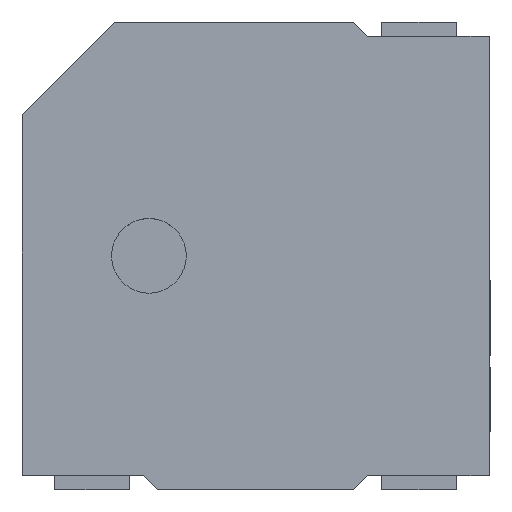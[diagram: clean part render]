
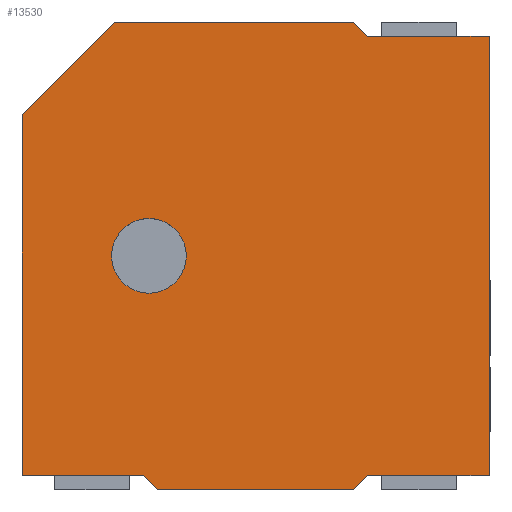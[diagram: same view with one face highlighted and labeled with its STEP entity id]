
A CAD part, top view. The second image highlights one B-rep face of the part: STEP entity #13530.
In plain terms, the highlighted planar face has unit normal (0, 0, 1).
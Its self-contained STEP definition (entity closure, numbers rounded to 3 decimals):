
#221 = VERTEX_POINT ( 'NONE', #464 ) ;
#256 = LINE ( 'NONE', #9679, #12075 ) ;
#464 = CARTESIAN_POINT ( 'NONE',  ( -0.741, 0., 2.01 ) ) ;
#500 = VERTEX_POINT ( 'NONE', #13203 ) ;
#527 = VECTOR ( 'NONE', #14261, 1000. ) ;
#575 = DIRECTION ( 'NONE',  ( -1., 0., 0. ) ) ;
#608 = DIRECTION ( 'NONE',  ( 0., 0., 1. ) ) ;
#617 = CARTESIAN_POINT ( 'NONE',  ( -2.5, 1.51, 2.01 ) ) ;
#898 = PLANE ( 'NONE',  #14836 ) ;
#1121 = EDGE_CURVE ( 'NONE', #500, #15651, #2949, .T. ) ;
#1304 = VERTEX_POINT ( 'NONE', #15357 ) ;
#1814 = ORIENTED_EDGE ( 'NONE', *, *, #14395, .T. ) ;
#1912 = LINE ( 'NONE', #11496, #7518 ) ;
#2363 = ORIENTED_EDGE ( 'NONE', *, *, #1121, .T. ) ;
#2384 = ORIENTED_EDGE ( 'NONE', *, *, #14112, .T. ) ;
#2585 = CIRCLE ( 'NONE', #14546, 0.4 ) ;
#2636 = CARTESIAN_POINT ( 'NONE',  ( 1.2, -2.35, 2.01 ) ) ;
#2688 = VERTEX_POINT ( 'NONE', #617 ) ;
#2927 = VERTEX_POINT ( 'NONE', #8223 ) ;
#2949 = LINE ( 'NONE', #7006, #13561 ) ;
#3233 = CARTESIAN_POINT ( 'NONE',  ( -1.141, 0., 2.01 ) ) ;
#3467 = CARTESIAN_POINT ( 'NONE',  ( -2.5, -2.35, 2.01 ) ) ;
#3707 = CARTESIAN_POINT ( 'NONE',  ( -1.541, 0., 2.01 ) ) ;
#3768 = CIRCLE ( 'NONE', #14831, 0.4 ) ;
#3891 = CARTESIAN_POINT ( 'NONE',  ( -2.5, -2.35, 2.01 ) ) ;
#3924 = EDGE_CURVE ( 'NONE', #1304, #6210, #1912, .T. ) ;
#3948 = EDGE_CURVE ( 'NONE', #15651, #6945, #5941, .T. ) ;
#3958 = CARTESIAN_POINT ( 'NONE',  ( 0., 0., 2.01 ) ) ;
#3992 = VERTEX_POINT ( 'NONE', #10681 ) ;
#4098 = EDGE_CURVE ( 'NONE', #5710, #2927, #13885, .T. ) ;
#4272 = DIRECTION ( 'NONE',  ( 1., 0., 0. ) ) ;
#4428 = ORIENTED_EDGE ( 'NONE', *, *, #4098, .T. ) ;
#4782 = DIRECTION ( 'NONE',  ( 0., -1., 0. ) ) ;
#4951 = VECTOR ( 'NONE', #4782, 1000. ) ;
#4993 = EDGE_CURVE ( 'NONE', #6210, #5710, #256, .T. ) ;
#5401 = CARTESIAN_POINT ( 'NONE',  ( -2.5, 1.51, 2.01 ) ) ;
#5710 = VERTEX_POINT ( 'NONE', #13329 ) ;
#5820 = EDGE_LOOP ( 'NONE', ( #14278, #13156 ) ) ;
#5941 = LINE ( 'NONE', #6043, #17168 ) ;
#5960 = VECTOR ( 'NONE', #575, 1000. ) ;
#5987 = CARTESIAN_POINT ( 'NONE',  ( -2.5, -2.35, 2.01 ) ) ;
#6043 = CARTESIAN_POINT ( 'NONE',  ( 1.2, -2.35, 2.01 ) ) ;
#6124 = DIRECTION ( 'NONE',  ( 1., 0., 0. ) ) ;
#6210 = VERTEX_POINT ( 'NONE', #15225 ) ;
#6300 = CARTESIAN_POINT ( 'NONE',  ( -1.2, -2.35, 2.01 ) ) ;
#6794 = CARTESIAN_POINT ( 'NONE',  ( 2.5, -2.35, 2.01 ) ) ;
#6945 = VERTEX_POINT ( 'NONE', #6794 ) ;
#7006 = CARTESIAN_POINT ( 'NONE',  ( 1.05, -2.5, 2.01 ) ) ;
#7361 = ORIENTED_EDGE ( 'NONE', *, *, #3948, .T. ) ;
#7379 = EDGE_CURVE ( 'NONE', #3992, #9347, #12714, .T. ) ;
#7518 = VECTOR ( 'NONE', #11155, 1000. ) ;
#7572 = EDGE_CURVE ( 'NONE', #2688, #8490, #13984, .T. ) ;
#7699 = ORIENTED_EDGE ( 'NONE', *, *, #7379, .T. ) ;
#7783 = DIRECTION ( 'NONE',  ( 1., 0., 0. ) ) ;
#7943 = VERTEX_POINT ( 'NONE', #3707 ) ;
#8223 = CARTESIAN_POINT ( 'NONE',  ( -1.51, 2.5, 2.01 ) ) ;
#8301 = ORIENTED_EDGE ( 'NONE', *, *, #11233, .T. ) ;
#8490 = VERTEX_POINT ( 'NONE', #3891 ) ;
#8867 = CARTESIAN_POINT ( 'NONE',  ( -1.05, -2.5, 2.01 ) ) ;
#8994 = DIRECTION ( 'NONE',  ( 0., 0., 1. ) ) ;
#9143 = ORIENTED_EDGE ( 'NONE', *, *, #3924, .T. ) ;
#9347 = VERTEX_POINT ( 'NONE', #8867 ) ;
#9402 = EDGE_LOOP ( 'NONE', ( #10272, #8301, #7699, #11799, #2363, #7361, #1814, #9143, #12716, #4428, #2384 ) ) ;
#9679 = CARTESIAN_POINT ( 'NONE',  ( 1.05, 2.5, 2.01 ) ) ;
#10099 = LINE ( 'NONE', #5401, #14872 ) ;
#10272 = ORIENTED_EDGE ( 'NONE', *, *, #7572, .T. ) ;
#10681 = CARTESIAN_POINT ( 'NONE',  ( -1.2, -2.35, 2.01 ) ) ;
#10883 = LINE ( 'NONE', #16162, #16786 ) ;
#11121 = CARTESIAN_POINT ( 'NONE',  ( -1.51, 2.5, 2.01 ) ) ;
#11155 = DIRECTION ( 'NONE',  ( -1., 0., 0. ) ) ;
#11233 = EDGE_CURVE ( 'NONE', #8490, #3992, #13709, .T. ) ;
#11496 = CARTESIAN_POINT ( 'NONE',  ( 1.2, 2.35, 2.01 ) ) ;
#11799 = ORIENTED_EDGE ( 'NONE', *, *, #16961, .T. ) ;
#11870 = DIRECTION ( 'NONE',  ( -1., 0., 0. ) ) ;
#11986 = DIRECTION ( 'NONE',  ( 0.707, 0.707, 0. ) ) ;
#12075 = VECTOR ( 'NONE', #14965, 1000. ) ;
#12268 = DIRECTION ( 'NONE',  ( 1., 0., 0. ) ) ;
#12380 = VECTOR ( 'NONE', #13782, 1000. ) ;
#12484 = LINE ( 'NONE', #15304, #12380 ) ;
#12714 = LINE ( 'NONE', #6300, #527 ) ;
#12716 = ORIENTED_EDGE ( 'NONE', *, *, #4993, .T. ) ;
#12802 = CARTESIAN_POINT ( 'NONE',  ( -1.141, 0., 2.01 ) ) ;
#13156 = ORIENTED_EDGE ( 'NONE', *, *, #16111, .F. ) ;
#13179 = DIRECTION ( 'NONE',  ( 0., 0., -1. ) ) ;
#13203 = CARTESIAN_POINT ( 'NONE',  ( 1.05, -2.5, 2.01 ) ) ;
#13329 = CARTESIAN_POINT ( 'NONE',  ( 1.05, 2.5, 2.01 ) ) ;
#13389 = DIRECTION ( 'NONE',  ( -0.707, -0.707, 0. ) ) ;
#13530 = ADVANCED_FACE ( 'NONE', ( #15088, #13959 ), #898, .F. ) ;
#13561 = VECTOR ( 'NONE', #11986, 1000. ) ;
#13709 = LINE ( 'NONE', #5987, #17087 ) ;
#13782 = DIRECTION ( 'NONE',  ( 0., 1., 0. ) ) ;
#13885 = LINE ( 'NONE', #11121, #5960 ) ;
#13957 = DIRECTION ( 'NONE',  ( 1., 0., 0. ) ) ;
#13959 = FACE_OUTER_BOUND ( 'NONE', #9402, .T. ) ;
#13984 = LINE ( 'NONE', #3467, #4951 ) ;
#14112 = EDGE_CURVE ( 'NONE', #2927, #2688, #10099, .T. ) ;
#14261 = DIRECTION ( 'NONE',  ( 0.707, -0.707, 0. ) ) ;
#14278 = ORIENTED_EDGE ( 'NONE', *, *, #16014, .F. ) ;
#14395 = EDGE_CURVE ( 'NONE', #6945, #1304, #12484, .T. ) ;
#14546 = AXIS2_PLACEMENT_3D ( 'NONE', #12802, #8994, #7783 ) ;
#14831 = AXIS2_PLACEMENT_3D ( 'NONE', #3233, #608, #12268 ) ;
#14836 = AXIS2_PLACEMENT_3D ( 'NONE', #3958, #13179, #11870 ) ;
#14872 = VECTOR ( 'NONE', #13389, 1000. ) ;
#14965 = DIRECTION ( 'NONE',  ( -0.707, 0.707, 0. ) ) ;
#15088 = FACE_BOUND ( 'NONE', #5820, .T. ) ;
#15225 = CARTESIAN_POINT ( 'NONE',  ( 1.2, 2.35, 2.01 ) ) ;
#15304 = CARTESIAN_POINT ( 'NONE',  ( 2.5, -2.35, 2.01 ) ) ;
#15357 = CARTESIAN_POINT ( 'NONE',  ( 2.5, 2.35, 2.01 ) ) ;
#15651 = VERTEX_POINT ( 'NONE', #2636 ) ;
#16014 = EDGE_CURVE ( 'NONE', #221, #7943, #3768, .T. ) ;
#16111 = EDGE_CURVE ( 'NONE', #7943, #221, #2585, .T. ) ;
#16162 = CARTESIAN_POINT ( 'NONE',  ( -1.05, -2.5, 2.01 ) ) ;
#16786 = VECTOR ( 'NONE', #4272, 1000. ) ;
#16961 = EDGE_CURVE ( 'NONE', #9347, #500, #10883, .T. ) ;
#17087 = VECTOR ( 'NONE', #13957, 1000. ) ;
#17168 = VECTOR ( 'NONE', #6124, 1000. ) ;
